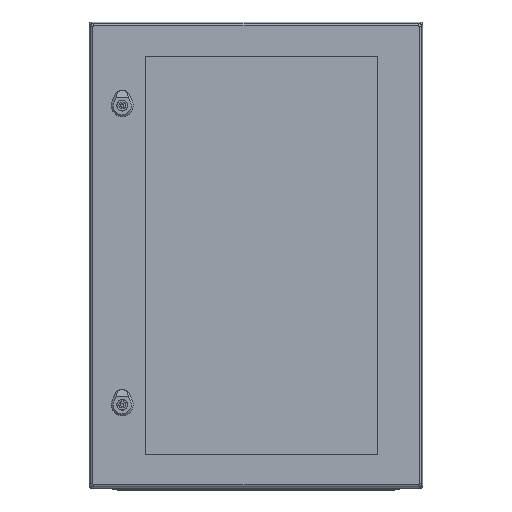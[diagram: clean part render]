
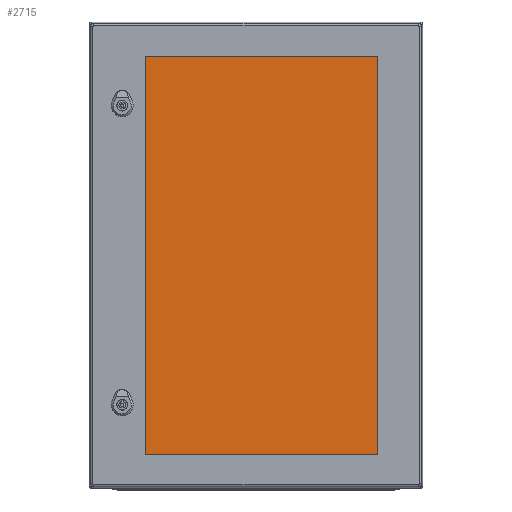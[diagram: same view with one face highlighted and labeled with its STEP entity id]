
A CAD part, top view. The second image highlights one B-rep face of the part: STEP entity #2715.
In plain terms, the highlighted face is planar.
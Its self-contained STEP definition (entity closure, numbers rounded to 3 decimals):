
#2715=ADVANCED_FACE('',(#3322),#2930,.F.);
#2930=PLANE('',#10176);
#3322=FACE_OUTER_BOUND('',#3938,.T.);
#3938=EDGE_LOOP('',(#6173,#6174,#6175,#6176));
#6173=ORIENTED_EDGE('',*,*,#8017,.F.);
#6174=ORIENTED_EDGE('',*,*,#8027,.F.);
#6175=ORIENTED_EDGE('',*,*,#8024,.F.);
#6176=ORIENTED_EDGE('',*,*,#8021,.F.);
#6902=VERTEX_POINT('',#15522);
#6903=VERTEX_POINT('',#15523);
#6906=VERTEX_POINT('',#15531);
#6908=VERTEX_POINT('',#15537);
#8017=EDGE_CURVE('',#6902,#6903,#8647,.T.);
#8021=EDGE_CURVE('',#6903,#6906,#8651,.T.);
#8024=EDGE_CURVE('',#6906,#6908,#8654,.T.);
#8027=EDGE_CURVE('',#6908,#6902,#8657,.T.);
#8647=LINE('',#15521,#9277);
#8651=LINE('',#15530,#9281);
#8654=LINE('',#15536,#9284);
#8657=LINE('',#15542,#9287);
#9277=VECTOR('',#12567,1.);
#9281=VECTOR('',#12573,1.);
#9284=VECTOR('',#12578,1.);
#9287=VECTOR('',#12583,1.);
#10176=AXIS2_PLACEMENT_3D('',#15546,#12589,#12590);
#12567=DIRECTION('',(0.,-1.,0.));
#12573=DIRECTION('',(1.,0.,0.));
#12578=DIRECTION('',(0.,1.,0.));
#12583=DIRECTION('',(-1.,0.,0.));
#12589=DIRECTION('',(0.,0.,1.));
#12590=DIRECTION('',(1.,0.,0.));
#15521=CARTESIAN_POINT('',(-190.2,314.2,0.));
#15522=CARTESIAN_POINT('',(-190.2,314.2,0.));
#15523=CARTESIAN_POINT('',(-190.2,-314.2,0.));
#15530=CARTESIAN_POINT('',(-190.2,-314.2,0.));
#15531=CARTESIAN_POINT('',(190.2,-314.2,0.));
#15536=CARTESIAN_POINT('',(190.2,-314.2,0.));
#15537=CARTESIAN_POINT('',(190.2,314.2,0.));
#15542=CARTESIAN_POINT('',(190.2,314.2,0.));
#15546=CARTESIAN_POINT('',(0.,0.,0.));
